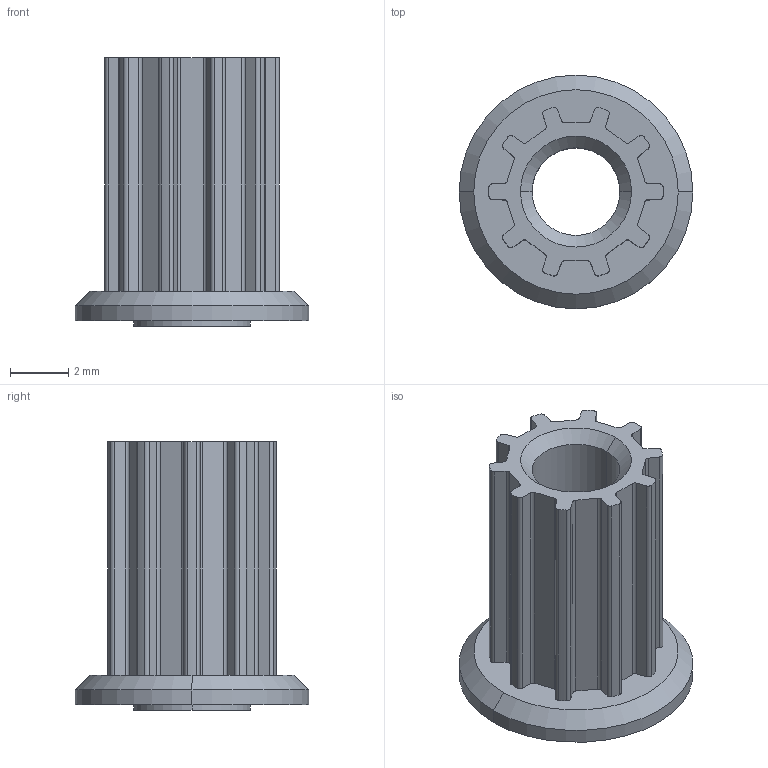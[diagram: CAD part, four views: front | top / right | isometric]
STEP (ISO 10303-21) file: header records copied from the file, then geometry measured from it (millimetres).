
FILE_DESCRIPTION (( 'STEP AP214' ), '1' );
FILE_NAME ('4333240000758.STEP', '2017-12-21T11:51:07', ( '13' ), ( '' ), 'SwSTEP 2.0', 'SolidWorks 2012', '' );
FILE_SCHEMA (( 'AUTOMOTIVE_DESIGN' ));
Length unit declared in the file: millimetre
Products named in the file (1): 4333240000758
Bounding box: 8 x 8 x 9.2 mm (x, y, z)
Volume: 150.2 mm3; surface area: 390.2 mm2
Topology: 1 solids, 1 shells, 97 faces, 273 edges, 180 vertices
Faces by surface type: cylinder 57, plane 34, cone 6
Entity records: 3217 total; most frequent: DIRECTION 589, CARTESIAN_POINT 551, ORIENTED_EDGE 546, EDGE_CURVE 273, AXIS2_PLACEMENT_3D 218, VERTEX_POINT 180, VECTOR 153, LINE 153
